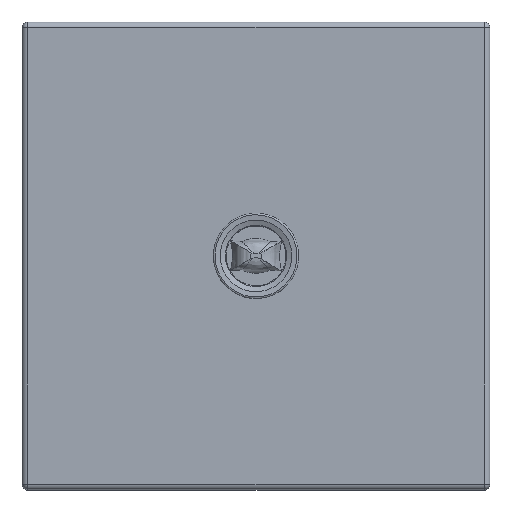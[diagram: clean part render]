
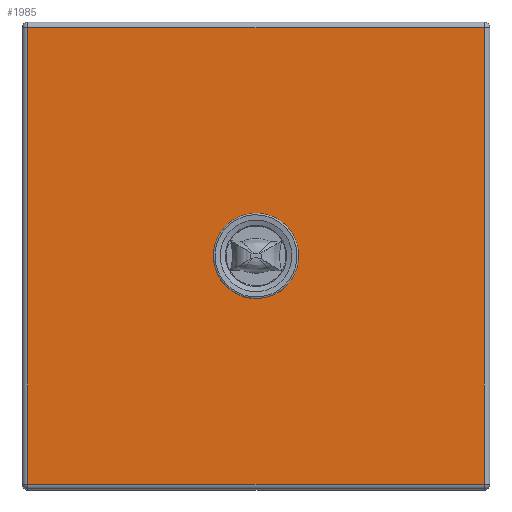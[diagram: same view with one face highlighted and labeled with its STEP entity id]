
A CAD part, top view. The second image highlights one B-rep face of the part: STEP entity #1985.
In plain terms, the highlighted planar face has unit normal (0, 0, 1).
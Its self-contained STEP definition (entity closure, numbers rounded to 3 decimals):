
#141=FACE_BOUND('',#448,.T.);
#202=PLANE('',#2174);
#318=FACE_OUTER_BOUND('',#447,.T.);
#447=EDGE_LOOP('',(#1846,#1847,#1848,#1849));
#448=EDGE_LOOP('',(#1850));
#603=LINE('',#14015,#766);
#605=LINE('',#14020,#768);
#607=LINE('',#14024,#770);
#610=LINE('',#14030,#773);
#766=VECTOR('',#2634,10.);
#768=VECTOR('',#2642,10.);
#770=VECTOR('',#2648,10.);
#773=VECTOR('',#2657,10.);
#795=CIRCLE('',#2058,14.);
#907=VERTEX_POINT('',#13675);
#964=VERTEX_POINT('',#13807);
#971=VERTEX_POINT('',#13831);
#977=VERTEX_POINT('',#13853);
#983=VERTEX_POINT('',#13875);
#1120=EDGE_CURVE('',#907,#907,#795,.T.);
#1286=EDGE_CURVE('',#983,#977,#603,.T.);
#1288=EDGE_CURVE('',#964,#983,#605,.T.);
#1290=EDGE_CURVE('',#977,#971,#607,.T.);
#1293=EDGE_CURVE('',#971,#964,#610,.T.);
#1846=ORIENTED_EDGE('',*,*,#1286,.T.);
#1847=ORIENTED_EDGE('',*,*,#1290,.T.);
#1848=ORIENTED_EDGE('',*,*,#1293,.T.);
#1849=ORIENTED_EDGE('',*,*,#1288,.T.);
#1850=ORIENTED_EDGE('',*,*,#1120,.T.);
#1985=ADVANCED_FACE('',(#318,#141),#202,.T.);
#2058=AXIS2_PLACEMENT_3D('',#13676,#2298,#2299);
#2174=AXIS2_PLACEMENT_3D('',#14034,#2663,#2664);
#2298=DIRECTION('center_axis',(0.,0.,-1.));
#2299=DIRECTION('ref_axis',(-1.,0.,0.));
#2634=DIRECTION('',(0.,1.,0.));
#2642=DIRECTION('',(1.,0.,0.));
#2648=DIRECTION('',(-1.,0.,0.));
#2657=DIRECTION('',(0.,-1.,0.));
#2663=DIRECTION('center_axis',(0.,0.,1.));
#2664=DIRECTION('ref_axis',(1.,0.,0.));
#13675=CARTESIAN_POINT('',(14.,0.,0.));
#13676=CARTESIAN_POINT('Origin',(0.,0.,0.));
#13807=CARTESIAN_POINT('',(-80.,-80.,0.));
#13831=CARTESIAN_POINT('',(-80.,80.,0.));
#13853=CARTESIAN_POINT('',(80.,80.,0.));
#13875=CARTESIAN_POINT('',(80.,-80.,0.));
#14015=CARTESIAN_POINT('',(80.,40.,0.));
#14020=CARTESIAN_POINT('',(40.,-80.,0.));
#14024=CARTESIAN_POINT('',(-40.,80.,0.));
#14030=CARTESIAN_POINT('',(-80.,-40.,0.));
#14034=CARTESIAN_POINT('Origin',(0.,0.,0.));
